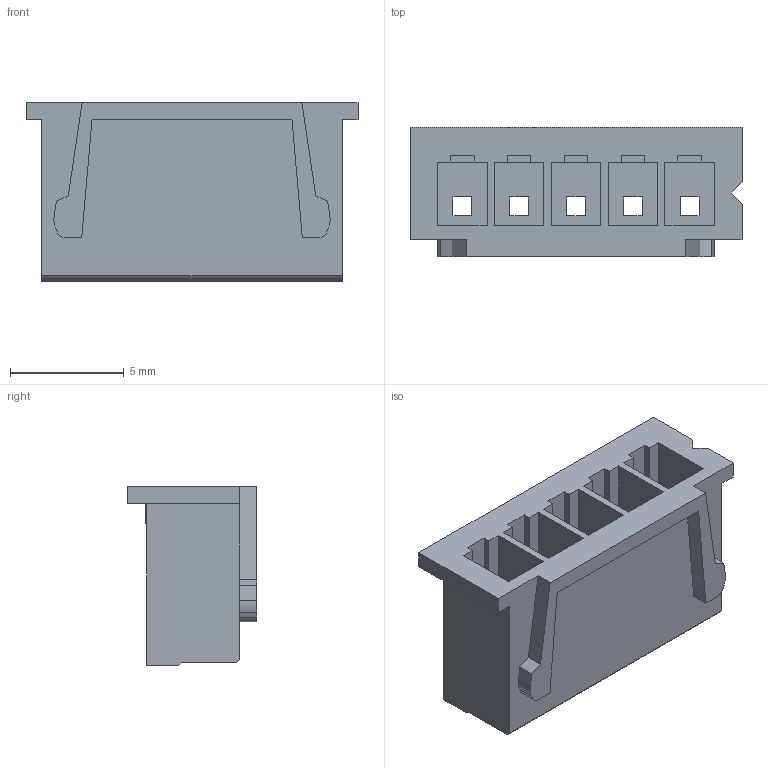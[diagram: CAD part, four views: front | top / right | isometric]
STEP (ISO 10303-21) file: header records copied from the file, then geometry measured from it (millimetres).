
FILE_DESCRIPTION((''),'2;1');
FILE_NAME('2318HJ-05','2020-11-30T12:07:07',('Acer'),(''),'CREO PARAMETRIC BY PTC INC, 2018100','CREO PARAMETRIC BY PTC INC, 2018100','');
FILE_SCHEMA(('CONFIG_CONTROL_DESIGN'));
Length unit declared in the file: millimetre
Products named in the file (1): 2318HJ-05
Bounding box: 14.6 x 5.7 x 7.85 mm (x, y, z)
Volume: 202.6 mm3; surface area: 809.9 mm2
Topology: 1 solids, 1 shells, 122 faces, 365 edges, 240 vertices
Faces by surface type: plane 118, cylinder 4
Entity records: 4095 total; most frequent: ORIENTED_EDGE 730, CARTESIAN_POINT 727, DIRECTION 617, EDGE_CURVE 365, VECTOR 357, LINE 357, VERTEX_POINT 240, EDGE_LOOP 137
